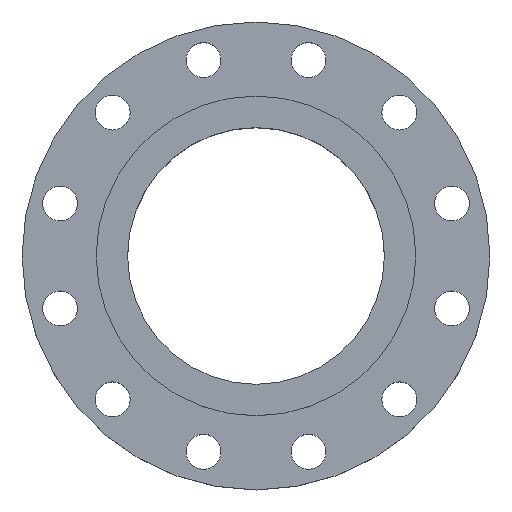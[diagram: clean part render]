
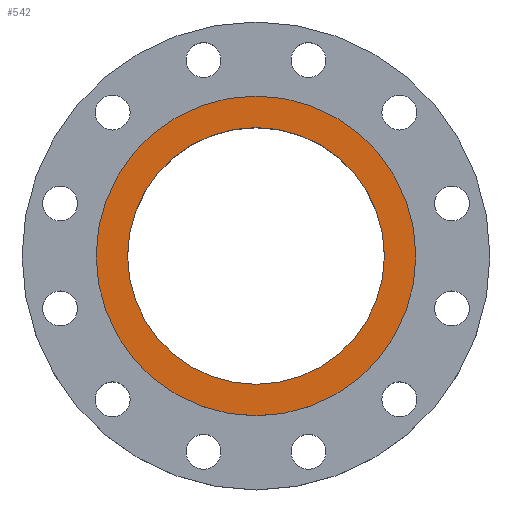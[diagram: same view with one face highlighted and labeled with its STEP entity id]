
A CAD part, top view. The second image highlights one B-rep face of the part: STEP entity #542.
In plain terms, the highlighted planar face has unit normal (0, 0, 1).
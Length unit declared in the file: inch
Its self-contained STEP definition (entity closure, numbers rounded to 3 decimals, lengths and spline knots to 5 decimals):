
#16 = CARTESIAN_POINT ( 'NONE',  ( 4.115, 0., 0.25 ) ) ;
#59 = VERTEX_POINT ( 'NONE', #16 ) ;
#88 = AXIS2_PLACEMENT_3D ( 'NONE', #340, #973, #462 ) ;
#176 = CARTESIAN_POINT ( 'NONE',  ( -4.115, 0., 0.25 ) ) ;
#179 = ORIENTED_EDGE ( 'NONE', *, *, #1181, .F. ) ;
#204 = DIRECTION ( 'NONE',  ( 0., 0., 1. ) ) ;
#245 = ORIENTED_EDGE ( 'NONE', *, *, #476, .F. ) ;
#310 = FACE_BOUND ( 'NONE', #335, .T. ) ;
#315 = DIRECTION ( 'NONE',  ( 1., 0., 0. ) ) ;
#335 = EDGE_LOOP ( 'NONE', ( #179, #245 ) ) ;
#340 = CARTESIAN_POINT ( 'NONE',  ( 0., 0., 0.25 ) ) ;
#383 = EDGE_LOOP ( 'NONE', ( #1113, #1021 ) ) ;
#393 = CIRCLE ( 'NONE', #459, 5.125 ) ;
#399 = CARTESIAN_POINT ( 'NONE',  ( 0., 0., 0.25 ) ) ;
#459 = AXIS2_PLACEMENT_3D ( 'NONE', #1363, #1170, #1164 ) ;
#462 = DIRECTION ( 'NONE',  ( 1., 0., 0. ) ) ;
#476 = EDGE_CURVE ( 'NONE', #59, #1362, #656, .T. ) ;
#542 = ADVANCED_FACE ( 'NONE', ( #310, #1376 ), #743, .T. ) ;
#656 = CIRCLE ( 'NONE', #1162, 4.115 ) ;
#712 = DIRECTION ( 'NONE',  ( 1., 0., 0. ) ) ;
#728 = DIRECTION ( 'NONE',  ( 0., 0., 1. ) ) ;
#743 = PLANE ( 'NONE',  #1387 ) ;
#800 = AXIS2_PLACEMENT_3D ( 'NONE', #1381, #1277, #315 ) ;
#826 = CARTESIAN_POINT ( 'NONE',  ( 0., 0., 0.25 ) ) ;
#849 = CIRCLE ( 'NONE', #800, 5.125 ) ;
#856 = EDGE_CURVE ( 'NONE', #1051, #1332, #393, .T. ) ;
#973 = DIRECTION ( 'NONE',  ( 0., 0., 1. ) ) ;
#1021 = ORIENTED_EDGE ( 'NONE', *, *, #1037, .T. ) ;
#1037 = EDGE_CURVE ( 'NONE', #1332, #1051, #849, .T. ) ;
#1051 = VERTEX_POINT ( 'NONE', #1180 ) ;
#1113 = ORIENTED_EDGE ( 'NONE', *, *, #856, .T. ) ;
#1161 = DIRECTION ( 'NONE',  ( 1., 0., 0. ) ) ;
#1162 = AXIS2_PLACEMENT_3D ( 'NONE', #826, #204, #712 ) ;
#1164 = DIRECTION ( 'NONE',  ( 1., 0., 0. ) ) ;
#1170 = DIRECTION ( 'NONE',  ( 0., 0., 1. ) ) ;
#1180 = CARTESIAN_POINT ( 'NONE',  ( -5.125, 0., 0.25 ) ) ;
#1181 = EDGE_CURVE ( 'NONE', #1362, #59, #1243, .T. ) ;
#1243 = CIRCLE ( 'NONE', #88, 4.115 ) ;
#1264 = CARTESIAN_POINT ( 'NONE',  ( 5.125, 0., 0.25 ) ) ;
#1277 = DIRECTION ( 'NONE',  ( 0., 0., 1. ) ) ;
#1332 = VERTEX_POINT ( 'NONE', #1264 ) ;
#1362 = VERTEX_POINT ( 'NONE', #176 ) ;
#1363 = CARTESIAN_POINT ( 'NONE',  ( 0., 0., 0.25 ) ) ;
#1376 = FACE_OUTER_BOUND ( 'NONE', #383, .T. ) ;
#1381 = CARTESIAN_POINT ( 'NONE',  ( 0., 0., 0.25 ) ) ;
#1387 = AXIS2_PLACEMENT_3D ( 'NONE', #399, #728, #1161 ) ;
